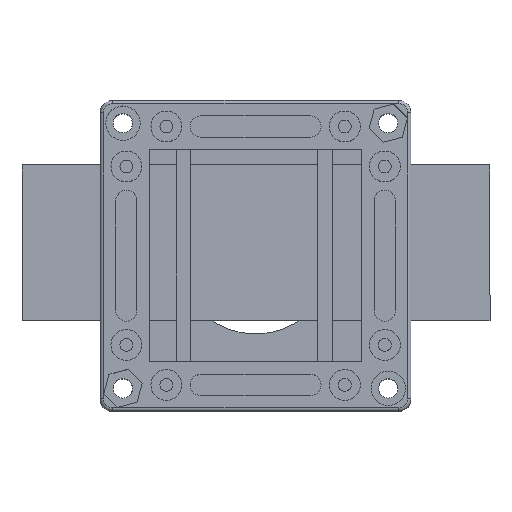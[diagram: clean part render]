
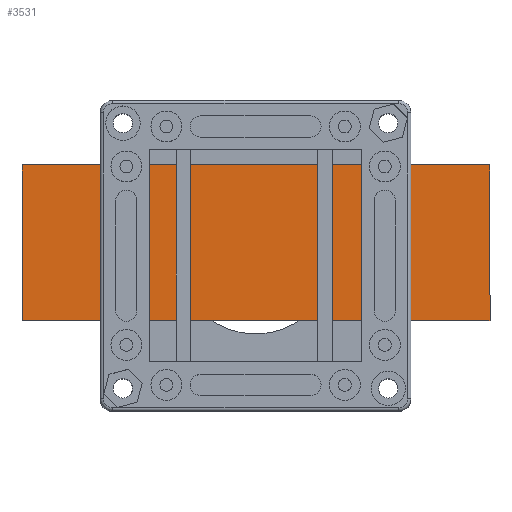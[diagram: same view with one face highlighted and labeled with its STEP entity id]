
A CAD part, top view. The second image highlights one B-rep face of the part: STEP entity #3531.
In plain terms, the highlighted planar face has unit normal (0, 0, 1).
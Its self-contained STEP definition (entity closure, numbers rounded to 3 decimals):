
#476=FACE_OUTER_BOUND('',#717,.T.);
#717=EDGE_LOOP('',(#3193,#3194,#3195,#3196));
#1067=LINE('',#5989,#1426);
#1070=LINE('',#5995,#1429);
#1073=LINE('',#6001,#1432);
#1076=LINE('',#6005,#1435);
#1426=VECTOR('',#4974,10.);
#1429=VECTOR('',#4979,10.);
#1432=VECTOR('',#4984,10.);
#1435=VECTOR('',#4989,10.);
#1748=VERTEX_POINT('',#5986);
#1749=VERTEX_POINT('',#5988);
#1751=VERTEX_POINT('',#5994);
#1753=VERTEX_POINT('',#6000);
#2225=EDGE_CURVE('',#1749,#1748,#1067,.T.);
#2228=EDGE_CURVE('',#1751,#1749,#1070,.T.);
#2231=EDGE_CURVE('',#1753,#1751,#1073,.T.);
#2234=EDGE_CURVE('',#1748,#1753,#1076,.T.);
#3193=ORIENTED_EDGE('',*,*,#2234,.T.);
#3194=ORIENTED_EDGE('',*,*,#2231,.T.);
#3195=ORIENTED_EDGE('',*,*,#2228,.T.);
#3196=ORIENTED_EDGE('',*,*,#2225,.T.);
#3332=PLANE('',#3972);
#3531=ADVANCED_FACE('',(#476),#3332,.T.);
#3972=AXIS2_PLACEMENT_3D('',#6007,#4992,#4993);
#4974=DIRECTION('',(0.,1.,0.));
#4979=DIRECTION('',(1.,0.,0.));
#4984=DIRECTION('',(0.,-1.,0.));
#4989=DIRECTION('',(-1.,0.,0.));
#4992=DIRECTION('center_axis',(0.,0.,1.));
#4993=DIRECTION('ref_axis',(1.,0.,0.));
#5986=CARTESIAN_POINT('',(37.5,12.5,1.));
#5988=CARTESIAN_POINT('',(37.5,-12.5,1.));
#5989=CARTESIAN_POINT('',(37.5,12.5,1.));
#5994=CARTESIAN_POINT('',(-37.5,-12.5,1.));
#5995=CARTESIAN_POINT('',(37.5,-12.5,1.));
#6000=CARTESIAN_POINT('',(-37.5,12.5,1.));
#6001=CARTESIAN_POINT('',(-37.5,-12.5,1.));
#6005=CARTESIAN_POINT('',(-37.5,12.5,1.));
#6007=CARTESIAN_POINT('Origin',(0.,0.,1.));
